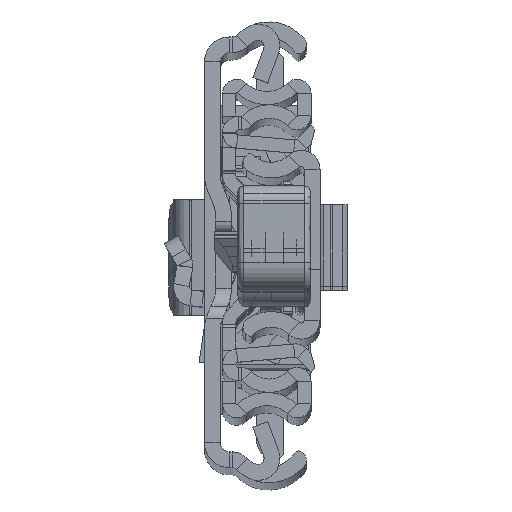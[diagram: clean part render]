
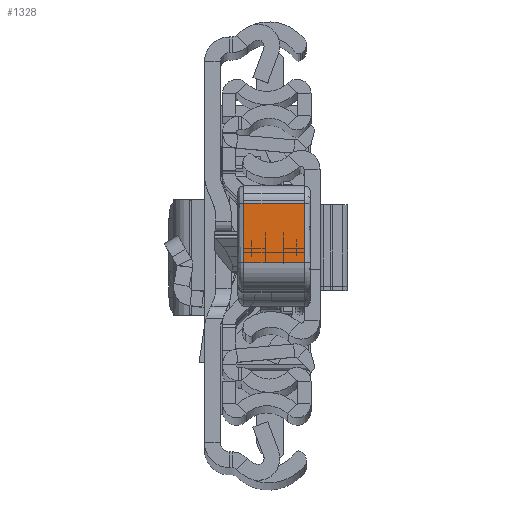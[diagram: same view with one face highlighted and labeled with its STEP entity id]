
A CAD part, top view. The second image highlights one B-rep face of the part: STEP entity #1328.
In plain terms, the highlighted face is planar.
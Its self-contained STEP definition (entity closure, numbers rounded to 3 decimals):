
#462 = FACE_OUTER_BOUND ( 'NONE', #3846, .T. ) ;
#1328 = ADVANCED_FACE ( 'NONE', ( #462 ), #18115, .F. ) ;
#3714 = LINE ( 'NONE', #4490, #11912 ) ;
#3846 = EDGE_LOOP ( 'NONE', ( #10841, #33728, #14070, #18738 ) ) ;
#4394 = LINE ( 'NONE', #16648, #37528 ) ;
#4490 = CARTESIAN_POINT ( 'NONE',  ( 39.55, -12.274, -11. ) ) ;
#7636 = DIRECTION ( 'NONE',  ( 0., 0., -1. ) ) ;
#7926 = DIRECTION ( 'NONE',  ( -1., 0.027, 0. ) ) ;
#8958 = VERTEX_POINT ( 'NONE', #26716 ) ;
#9616 = EDGE_CURVE ( 'NONE', #11854, #13093, #17226, .T. ) ;
#10244 = EDGE_CURVE ( 'NONE', #18468, #11854, #4394, .T. ) ;
#10841 = ORIENTED_EDGE ( 'NONE', *, *, #11350, .F. ) ;
#11350 = EDGE_CURVE ( 'NONE', #13093, #8958, #3714, .T. ) ;
#11854 = VERTEX_POINT ( 'NONE', #28416 ) ;
#11912 = VECTOR ( 'NONE', #36396, 1000. ) ;
#12995 = LINE ( 'NONE', #21622, #23191 ) ;
#13093 = VERTEX_POINT ( 'NONE', #22572 ) ;
#13122 = DIRECTION ( 'NONE',  ( -0.027, -1., 0. ) ) ;
#14070 = ORIENTED_EDGE ( 'NONE', *, *, #10244, .F. ) ;
#15569 = EDGE_CURVE ( 'NONE', #8958, #18468, #12995, .T. ) ;
#16648 = CARTESIAN_POINT ( 'NONE',  ( 39.818, -2.465, -11. ) ) ;
#17053 = CARTESIAN_POINT ( 'NONE',  ( 39.818, -2.465, 0. ) ) ;
#17226 = LINE ( 'NONE', #35626, #23367 ) ;
#18115 = PLANE ( 'NONE',  #29492 ) ;
#18468 = VERTEX_POINT ( 'NONE', #17053 ) ;
#18738 = ORIENTED_EDGE ( 'NONE', *, *, #15569, .F. ) ;
#21622 = CARTESIAN_POINT ( 'NONE',  ( 39.55, -12.274, 0. ) ) ;
#22572 = CARTESIAN_POINT ( 'NONE',  ( 39.55, -12.274, -10. ) ) ;
#23191 = VECTOR ( 'NONE', #24727, 1000. ) ;
#23367 = VECTOR ( 'NONE', #26963, 1000. ) ;
#24727 = DIRECTION ( 'NONE',  ( 0.027, 1., 0. ) ) ;
#26716 = CARTESIAN_POINT ( 'NONE',  ( 39.55, -12.274, 0. ) ) ;
#26963 = DIRECTION ( 'NONE',  ( -0.027, -1., 0. ) ) ;
#28416 = CARTESIAN_POINT ( 'NONE',  ( 39.818, -2.465, -10. ) ) ;
#29492 = AXIS2_PLACEMENT_3D ( 'NONE', #33480, #7926, #13122 ) ;
#33480 = CARTESIAN_POINT ( 'NONE',  ( 39.55, -12.274, -11. ) ) ;
#33728 = ORIENTED_EDGE ( 'NONE', *, *, #9616, .F. ) ;
#35626 = CARTESIAN_POINT ( 'NONE',  ( 39.55, -12.274, -10. ) ) ;
#36396 = DIRECTION ( 'NONE',  ( 0., 0., 1. ) ) ;
#37528 = VECTOR ( 'NONE', #7636, 1000. ) ;
